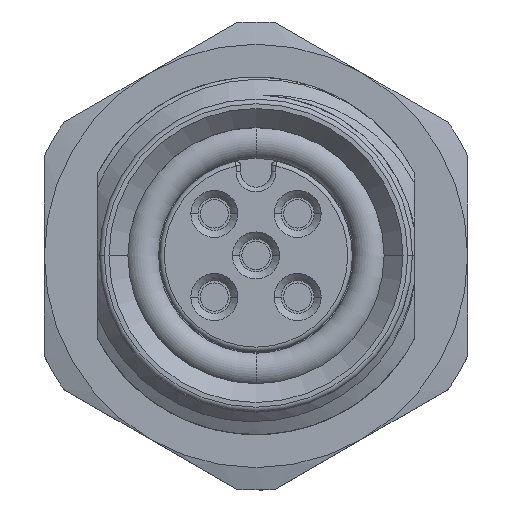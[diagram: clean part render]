
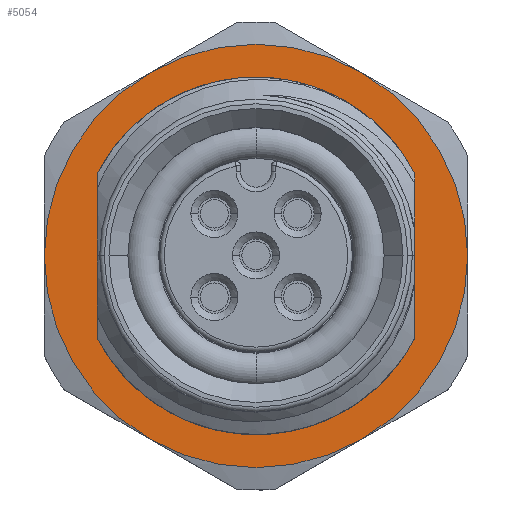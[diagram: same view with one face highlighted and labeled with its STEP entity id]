
A CAD part, top view. The second image highlights one B-rep face of the part: STEP entity #5054.
In plain terms, the highlighted planar face has unit normal (0, 0, 1).
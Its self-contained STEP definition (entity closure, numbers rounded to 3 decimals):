
#826=DIRECTION('',(0.,1.,0.));
#827=VECTOR('',#826,6.492);
#828=CARTESIAN_POINT('',(-6.75,-3.,-12.4));
#829=LINE('',#828,#827);
#830=CARTESIAN_POINT('',(0.,0.,-12.4));
#831=DIRECTION('',(0.,0.,-1.));
#832=DIRECTION('',(0.5,0.866,0.));
#833=AXIS2_PLACEMENT_3D('',#830,#831,#832);
#835=CARTESIAN_POINT('',(0.,0.,-12.4));
#836=DIRECTION('',(0.,0.,-1.));
#837=DIRECTION('',(1.,0.,0.));
#838=AXIS2_PLACEMENT_3D('',#835,#836,#837);
#840=CARTESIAN_POINT('',(0.,0.,-12.4));
#841=DIRECTION('',(0.,0.,-1.));
#842=DIRECTION('',(-0.5,-0.866,0.));
#843=AXIS2_PLACEMENT_3D('',#840,#841,#842);
#845=CARTESIAN_POINT('',(0.,0.,-12.4));
#846=DIRECTION('',(0.,0.,-1.));
#847=DIRECTION('',(-1.,0.,0.));
#848=AXIS2_PLACEMENT_3D('',#845,#846,#847);
#988=CARTESIAN_POINT('',(0.,0.,-12.4));
#989=DIRECTION('',(0.,0.,-1.));
#990=DIRECTION('',(-0.888,0.46,0.));
#991=AXIS2_PLACEMENT_3D('',#988,#989,#990);
#1161=DIRECTION('',(0.,-1.,0.));
#1162=VECTOR('',#1161,2.172);
#1163=CARTESIAN_POINT('',(6.75,1.086,-12.4));
#1164=LINE('',#1163,#1162);
#1359=CARTESIAN_POINT('',(6.604,1.769,-12.4));
#1360=CARTESIAN_POINT('',(6.634,1.657,-12.4));
#1361=CARTESIAN_POINT('',(6.689,1.431,-12.4));
#1362=CARTESIAN_POINT('',(6.731,1.201,-12.4));
#1363=CARTESIAN_POINT('',(6.75,1.086,-12.4));
#1410=CARTESIAN_POINT('',(6.75,-1.086,-12.4));
#1411=CARTESIAN_POINT('',(6.722,-1.263,-12.4));
#1412=CARTESIAN_POINT('',(6.651,-1.612,-12.4));
#1413=CARTESIAN_POINT('',(6.505,-2.128,-12.4));
#1414=CARTESIAN_POINT('',(6.319,-2.629,-12.4));
#1415=CARTESIAN_POINT('',(6.093,-3.116,-12.4));
#1416=CARTESIAN_POINT('',(5.831,-3.583,-12.4));
#1417=CARTESIAN_POINT('',(5.533,-4.027,-12.4));
#1418=CARTESIAN_POINT('',(5.201,-4.448,-12.4));
#1419=CARTESIAN_POINT('',(4.838,-4.841,-12.4));
#1420=CARTESIAN_POINT('',(4.444,-5.204,-12.4));
#1421=CARTESIAN_POINT('',(4.023,-5.536,-12.4));
#1422=CARTESIAN_POINT('',(3.579,-5.834,-12.4));
#1423=CARTESIAN_POINT('',(3.111,-6.096,-12.4));
#1424=CARTESIAN_POINT('',(2.787,-6.245,-12.4));
#1425=CARTESIAN_POINT('',(2.622,-6.314,-12.4));
#1706=CARTESIAN_POINT('',(-4.627,6.029,-12.4));
#1707=CARTESIAN_POINT('',(-4.458,6.146,-12.4));
#1708=CARTESIAN_POINT('',(-4.112,6.364,-12.4));
#1709=CARTESIAN_POINT('',(-3.569,6.648,-12.4));
#1710=CARTESIAN_POINT('',(-3.008,6.886,-12.4));
#1711=CARTESIAN_POINT('',(-2.429,7.077,-12.4));
#1712=CARTESIAN_POINT('',(-1.841,7.22,-12.4));
#1713=CARTESIAN_POINT('',(-1.243,7.314,-12.4));
#1714=CARTESIAN_POINT('',(-0.642,7.36,-12.4));
#1715=CARTESIAN_POINT('',(-0.041,7.356,-12.4));
#1716=CARTESIAN_POINT('',(0.556,7.303,-12.4));
#1717=CARTESIAN_POINT('',(1.143,7.202,-12.4));
#1718=CARTESIAN_POINT('',(1.721,7.054,-12.4));
#1719=CARTESIAN_POINT('',(2.28,6.86,-12.4));
#1720=CARTESIAN_POINT('',(2.821,6.621,-12.4));
#1721=CARTESIAN_POINT('',(3.339,6.34,-12.4));
#1722=CARTESIAN_POINT('',(3.829,6.018,-12.4));
#1723=CARTESIAN_POINT('',(4.292,5.658,-12.4));
#1724=CARTESIAN_POINT('',(4.72,5.263,-12.4));
#1725=CARTESIAN_POINT('',(5.114,4.835,-12.4));
#1726=CARTESIAN_POINT('',(5.469,4.378,-12.4));
#1727=CARTESIAN_POINT('',(5.784,3.895,-12.4));
#1728=CARTESIAN_POINT('',(6.058,3.388,-12.4));
#1729=CARTESIAN_POINT('',(6.288,2.864,-12.4));
#1730=CARTESIAN_POINT('',(6.473,2.322,-12.4));
#1731=CARTESIAN_POINT('',(6.565,1.955,-12.4));
#1732=CARTESIAN_POINT('',(6.604,1.769,-12.4));
#2232=CARTESIAN_POINT('',(1.769,-6.604,-12.4));
#2233=CARTESIAN_POINT('',(1.587,-6.664,-12.4));
#2234=CARTESIAN_POINT('',(1.217,-6.769,-12.4));
#2235=CARTESIAN_POINT('',(0.646,-6.88,-12.4));
#2236=CARTESIAN_POINT('',(0.068,-6.943,-12.4));
#2237=CARTESIAN_POINT('',(-0.514,-6.956,-12.4));
#2238=CARTESIAN_POINT('',(-1.098,-6.921,-12.4));
#2239=CARTESIAN_POINT('',(-1.678,-6.837,-12.4));
#2240=CARTESIAN_POINT('',(-2.252,-6.705,-12.4));
#2241=CARTESIAN_POINT('',(-2.815,-6.524,-12.4));
#2242=CARTESIAN_POINT('',(-3.362,-6.296,-12.4));
#2243=CARTESIAN_POINT('',(-3.891,-6.022,-12.4));
#2244=CARTESIAN_POINT('',(-4.395,-5.705,-12.4));
#2245=CARTESIAN_POINT('',(-4.875,-5.345,-12.4));
#2246=CARTESIAN_POINT('',(-5.324,-4.946,-12.4));
#2247=CARTESIAN_POINT('',(-5.739,-4.509,-12.4));
#2248=CARTESIAN_POINT('',(-6.119,-4.037,-12.4));
#2249=CARTESIAN_POINT('',(-6.459,-3.535,-12.4));
#2250=CARTESIAN_POINT('',(-6.658,-3.182,-12.4));
#2251=CARTESIAN_POINT('',(-6.75,-3.,-12.4));
#2263=CARTESIAN_POINT('',(2.622,-6.314,-12.4));
#2264=CARTESIAN_POINT('',(2.483,-6.372,-12.4));
#2265=CARTESIAN_POINT('',(2.202,-6.478,-12.4));
#2266=CARTESIAN_POINT('',(1.915,-6.565,-12.4));
#2267=CARTESIAN_POINT('',(1.769,-6.604,-12.4));
#2284=CARTESIAN_POINT('',(0.,0.,-12.4));
#2285=DIRECTION('',(0.,0.,1.));
#2286=DIRECTION('',(-0.5,-0.866,0.));
#2287=AXIS2_PLACEMENT_3D('',#2284,#2285,#2286);
#2289=CARTESIAN_POINT('',(0.,0.,-12.4));
#2290=DIRECTION('',(0.,0.,1.));
#2291=DIRECTION('',(0.5,0.866,0.));
#2292=AXIS2_PLACEMENT_3D('',#2289,#2290,#2291);
#3761=CARTESIAN_POINT('',(-6.75,3.492,-12.4));
#3762=CARTESIAN_POINT('',(-4.627,6.029,-12.4));
#3763=VERTEX_POINT('',#3761);
#3764=VERTEX_POINT('',#3762);
#3765=VERTEX_POINT('',#1359);
#3766=VERTEX_POINT('',#1363);
#3767=VERTEX_POINT('',#1410);
#3768=VERTEX_POINT('',#1425);
#3769=CARTESIAN_POINT('',(-6.75,-3.,-12.4));
#3770=VERTEX_POINT('',#3769);
#3787=CARTESIAN_POINT('',(4.5,7.794,-12.4));
#3788=CARTESIAN_POINT('',(9.,0.,-12.4));
#3789=VERTEX_POINT('',#3787);
#3790=VERTEX_POINT('',#3788);
#3791=CARTESIAN_POINT('',(4.5,-7.794,-12.4));
#3792=VERTEX_POINT('',#3791);
#3793=CARTESIAN_POINT('',(-4.5,-7.794,-12.4));
#3794=CARTESIAN_POINT('',(-9.,0.,-12.4));
#3795=VERTEX_POINT('',#3793);
#3796=VERTEX_POINT('',#3794);
#3797=CARTESIAN_POINT('',(-4.5,7.794,-12.4));
#3798=VERTEX_POINT('',#3797);
#3919=VERTEX_POINT('',#2232);
#5018=CARTESIAN_POINT('',(0.,0.,-12.4));
#5019=DIRECTION('',(0.,0.,1.));
#5020=DIRECTION('',(1.,0.,0.));
#5021=AXIS2_PLACEMENT_3D('',#5018,#5019,#5020);
#5022=PLANE('',#5021);
#5024=ORIENTED_EDGE('',*,*,#5023,.F.);
#5026=ORIENTED_EDGE('',*,*,#5025,.T.);
#5028=ORIENTED_EDGE('',*,*,#5027,.T.);
#5030=ORIENTED_EDGE('',*,*,#5029,.F.);
#5032=ORIENTED_EDGE('',*,*,#5031,.T.);
#5034=ORIENTED_EDGE('',*,*,#5033,.T.);
#5035=EDGE_LOOP('',(#5024,#5026,#5028,#5030,#5032,#5034));
#5036=FACE_OUTER_BOUND('',#5035,.F.);
#5038=ORIENTED_EDGE('',*,*,#5037,.F.);
#5039=ORIENTED_EDGE('',*,*,#4956,.F.);
#5041=ORIENTED_EDGE('',*,*,#5040,.F.);
#5043=ORIENTED_EDGE('',*,*,#5042,.F.);
#5045=ORIENTED_EDGE('',*,*,#5044,.F.);
#5047=ORIENTED_EDGE('',*,*,#5046,.F.);
#5049=ORIENTED_EDGE('',*,*,#5048,.F.);
#5051=ORIENTED_EDGE('',*,*,#5050,.F.);
#5052=EDGE_LOOP('',(#5038,#5039,#5041,#5043,#5045,#5047,#5049,#5051));
#5053=FACE_BOUND('',#5052,.F.);
#834=CIRCLE('',#833,9.);
#839=CIRCLE('',#838,9.);
#844=CIRCLE('',#843,9.);
#849=CIRCLE('',#848,9.);
#992=CIRCLE('',#991,7.6);
#1364=B_SPLINE_CURVE_WITH_KNOTS('',3,(#1359,#1360,#1361,#1362,#1363),
.UNSPECIFIED.,.F.,.F.,(4,1,4),(0.,0.5,1.),.UNSPECIFIED.);
#1426=B_SPLINE_CURVE_WITH_KNOTS('',3,(#1410,#1411,#1412,#1413,#1414,#1415,#1416,
#1417,#1418,#1419,#1420,#1421,#1422,#1423,#1424,#1425),.UNSPECIFIED.,.F.,.F.,(4,
1,1,1,1,1,1,1,1,1,1,1,1,4),(0.,0.077,0.154,
0.231,0.308,0.385,0.462,
0.538,0.615,0.692,0.769,
0.846,0.923,1.),.UNSPECIFIED.);
#1733=B_SPLINE_CURVE_WITH_KNOTS('',3,(#1706,#1707,#1708,#1709,#1710,#1711,#1712,
#1713,#1714,#1715,#1716,#1717,#1718,#1719,#1720,#1721,#1722,#1723,#1724,#1725,
#1726,#1727,#1728,#1729,#1730,#1731,#1732),.UNSPECIFIED.,.F.,.F.,(4,1,1,1,1,1,1,
1,1,1,1,1,1,1,1,1,1,1,1,1,1,1,1,1,4),(0.,0.042,0.083,
0.125,0.167,0.208,0.25,0.292,
0.333,0.375,0.417,0.458,0.5,
0.542,0.583,0.625,0.667,0.708,
0.75,0.792,0.833,0.875,0.917,
0.958,1.),.UNSPECIFIED.);
#2252=B_SPLINE_CURVE_WITH_KNOTS('',3,(#2232,#2233,#2234,#2235,#2236,#2237,#2238,
#2239,#2240,#2241,#2242,#2243,#2244,#2245,#2246,#2247,#2248,#2249,#2250,#2251),
.UNSPECIFIED.,.F.,.F.,(4,1,1,1,1,1,1,1,1,1,1,1,1,1,1,1,1,4),(0.,
0.059,0.118,0.176,0.235,
0.294,0.353,0.412,0.471,
0.529,0.588,0.647,0.706,
0.765,0.824,0.882,0.941,1.),
.UNSPECIFIED.);
#2268=B_SPLINE_CURVE_WITH_KNOTS('',3,(#2263,#2264,#2265,#2266,#2267),
.UNSPECIFIED.,.F.,.F.,(4,1,4),(0.,0.5,1.),.UNSPECIFIED.);
#2288=CIRCLE('',#2287,9.);
#2293=CIRCLE('',#2292,9.);
#4956=EDGE_CURVE('',#3770,#3763,#829,.T.);
#5023=EDGE_CURVE('',#3789,#3798,#2293,.T.);
#5025=EDGE_CURVE('',#3789,#3790,#834,.T.);
#5027=EDGE_CURVE('',#3790,#3792,#839,.T.);
#5029=EDGE_CURVE('',#3795,#3792,#2288,.T.);
#5031=EDGE_CURVE('',#3795,#3796,#844,.T.);
#5033=EDGE_CURVE('',#3796,#3798,#849,.T.);
#5037=EDGE_CURVE('',#3763,#3764,#992,.T.);
#5040=EDGE_CURVE('',#3919,#3770,#2252,.T.);
#5042=EDGE_CURVE('',#3768,#3919,#2268,.T.);
#5044=EDGE_CURVE('',#3767,#3768,#1426,.T.);
#5046=EDGE_CURVE('',#3766,#3767,#1164,.T.);
#5048=EDGE_CURVE('',#3765,#3766,#1364,.T.);
#5050=EDGE_CURVE('',#3764,#3765,#1733,.T.);
#5054=ADVANCED_FACE('',(#5036,#5053),#5022,.T.);
